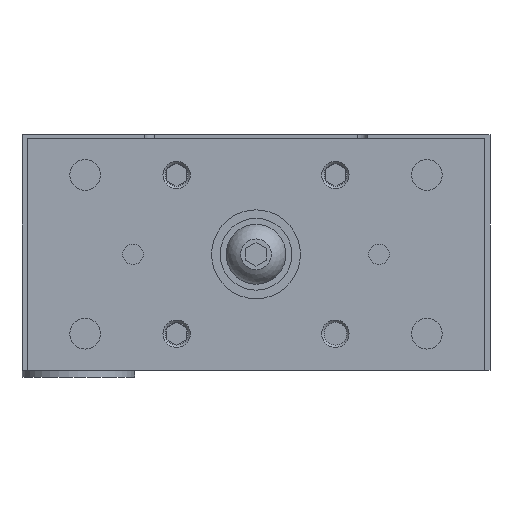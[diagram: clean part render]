
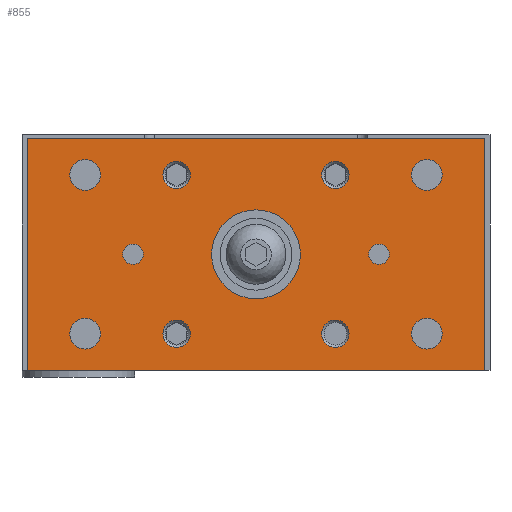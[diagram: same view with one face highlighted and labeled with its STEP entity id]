
A CAD part, left-side view. The second image highlights one B-rep face of the part: STEP entity #855.
In plain terms, the highlighted planar face has unit normal (-1, 0, 0).
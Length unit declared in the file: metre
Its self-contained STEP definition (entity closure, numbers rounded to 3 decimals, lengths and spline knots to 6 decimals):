
#855 = ADVANCED_FACE( '', ( #2022, #2023, #2024, #2025, #2026, #2027, #2028, #2029, #2030, #2031, #2032, #2033 ), #2034, .T. );
#2022 = FACE_OUTER_BOUND( '', #3489, .T. );
#2023 = FACE_BOUND( '', #3490, .T. );
#2024 = FACE_BOUND( '', #3491, .T. );
#2025 = FACE_BOUND( '', #3492, .T. );
#2026 = FACE_BOUND( '', #3493, .T. );
#2027 = FACE_BOUND( '', #3494, .T. );
#2028 = FACE_BOUND( '', #3495, .T. );
#2029 = FACE_BOUND( '', #3496, .T. );
#2030 = FACE_BOUND( '', #3497, .T. );
#2031 = FACE_BOUND( '', #3498, .T. );
#2032 = FACE_BOUND( '', #3499, .T. );
#2033 = FACE_BOUND( '', #3500, .T. );
#2034 = PLANE( '', #3501 );
#3489 = EDGE_LOOP( '', ( #5725, #5726, #5727, #5728 ) );
#3490 = EDGE_LOOP( '', ( #5729 ) );
#3491 = EDGE_LOOP( '', ( #5730 ) );
#3492 = EDGE_LOOP( '', ( #5731 ) );
#3493 = EDGE_LOOP( '', ( #5732 ) );
#3494 = EDGE_LOOP( '', ( #5733 ) );
#3495 = EDGE_LOOP( '', ( #5734 ) );
#3496 = EDGE_LOOP( '', ( #5735 ) );
#3497 = EDGE_LOOP( '', ( #5736 ) );
#3498 = EDGE_LOOP( '', ( #5737 ) );
#3499 = EDGE_LOOP( '', ( #5738 ) );
#3500 = EDGE_LOOP( '', ( #5739 ) );
#3501 = AXIS2_PLACEMENT_3D( '', #5740, #5741, #5742 );
#5725 = ORIENTED_EDGE( '', *, *, #7296, .T. );
#5726 = ORIENTED_EDGE( '', *, *, #6978, .T. );
#5727 = ORIENTED_EDGE( '', *, *, #7513, .T. );
#5728 = ORIENTED_EDGE( '', *, *, #7681, .T. );
#5729 = ORIENTED_EDGE( '', *, *, #7215, .T. );
#5730 = ORIENTED_EDGE( '', *, *, #7288, .F. );
#5731 = ORIENTED_EDGE( '', *, *, #7239, .F. );
#5732 = ORIENTED_EDGE( '', *, *, #7281, .T. );
#5733 = ORIENTED_EDGE( '', *, *, #7682, .T. );
#5734 = ORIENTED_EDGE( '', *, *, #7211, .F. );
#5735 = ORIENTED_EDGE( '', *, *, #6958, .T. );
#5736 = ORIENTED_EDGE( '', *, *, #7683, .F. );
#5737 = ORIENTED_EDGE( '', *, *, #7507, .F. );
#5738 = ORIENTED_EDGE( '', *, *, #7141, .T. );
#5739 = ORIENTED_EDGE( '', *, *, #6988, .T. );
#5740 = CARTESIAN_POINT( '', ( -0.027, -0.067, -0.001 ) );
#5741 = DIRECTION( '', ( -1., 0., 0. ) );
#5742 = DIRECTION( '', ( 0., 0., 1. ) );
#6958 = EDGE_CURVE( '', #7997, #7997, #7998, .T. );
#6978 = EDGE_CURVE( '', #8030, #8028, #8031, .T. );
#6988 = EDGE_CURVE( '', #8047, #8047, #8048, .T. );
#7141 = EDGE_CURVE( '', #8312, #8312, #8313, .T. );
#7211 = EDGE_CURVE( '', #8427, #8427, #8428, .T. );
#7215 = EDGE_CURVE( '', #8434, #8434, #8435, .T. );
#7239 = EDGE_CURVE( '', #8475, #8475, #8476, .T. );
#7281 = EDGE_CURVE( '', #8542, #8542, #8543, .T. );
#7288 = EDGE_CURVE( '', #8553, #8553, #8554, .T. );
#7296 = EDGE_CURVE( '', #8566, #8030, #8567, .T. );
#7507 = EDGE_CURVE( '', #8888, #8888, #8889, .T. );
#7513 = EDGE_CURVE( '', #8028, #8896, #8898, .T. );
#7681 = EDGE_CURVE( '', #8896, #8566, #9127, .T. );
#7682 = EDGE_CURVE( '', #9128, #9128, #9129, .T. );
#7683 = EDGE_CURVE( '', #9130, #9130, #9131, .T. );
#7997 = VERTEX_POINT( '', #9513 );
#7998 = CIRCLE( '', #9514, 0.004 );
#8028 = VERTEX_POINT( '', #9578 );
#8030 = VERTEX_POINT( '', #9581 );
#8031 = LINE( '', #9582, #9583 );
#8047 = VERTEX_POINT( '', #9606 );
#8048 = CIRCLE( '', #9607, 0.013 );
#8312 = VERTEX_POINT( '', #9968 );
#8313 = CIRCLE( '', #9969, 0.004 );
#8427 = VERTEX_POINT( '', #10116 );
#8428 = CIRCLE( '', #10117, 0.003 );
#8434 = VERTEX_POINT( '', #10123 );
#8435 = CIRCLE( '', #10124, 0.0045 );
#8475 = VERTEX_POINT( '', #10169 );
#8476 = CIRCLE( '', #10170, 0.0045 );
#8542 = VERTEX_POINT( '', #10301 );
#8543 = CIRCLE( '', #10302, 0.0045 );
#8553 = VERTEX_POINT( '', #10315 );
#8554 = CIRCLE( '', #10316, 0.0045 );
#8566 = VERTEX_POINT( '', #10329 );
#8567 = LINE( '', #10330, #10331 );
#8888 = VERTEX_POINT( '', #11137 );
#8889 = CIRCLE( '', #11138, 0.004 );
#8896 = VERTEX_POINT( '', #11146 );
#8898 = LINE( '', #11149, #11150 );
#9127 = LINE( '', #11477, #11478 );
#9128 = VERTEX_POINT( '', #11479 );
#9129 = CIRCLE( '', #11480, 0.003 );
#9130 = VERTEX_POINT( '', #11481 );
#9131 = CIRCLE( '', #11482, 0.004 );
#9513 = CARTESIAN_POINT( '', ( -0.027, 0.02725, -0.01175 ) );
#9514 = AXIS2_PLACEMENT_3D( '', #12007, #12008, #12009 );
#9578 = CARTESIAN_POINT( '', ( -0.027, 0.067, -0.001 ) );
#9581 = CARTESIAN_POINT( '', ( -0.027, -0.067, -0.001 ) );
#9582 = CARTESIAN_POINT( '', ( -0.027, -0.067, -0.001 ) );
#9583 = VECTOR( '', #12039, 1. );
#9606 = CARTESIAN_POINT( '', ( -0.027, 0.013, -0.035 ) );
#9607 = AXIS2_PLACEMENT_3D( '', #12047, #12048, #12049 );
#9968 = CARTESIAN_POINT( '', ( -0.027, -0.02725, -0.05825 ) );
#9969 = AXIS2_PLACEMENT_3D( '', #12270, #12271, #12272 );
#10116 = CARTESIAN_POINT( '', ( -0.027, -0.039, -0.035 ) );
#10117 = AXIS2_PLACEMENT_3D( '', #12357, #12358, #12359 );
#10123 = CARTESIAN_POINT( '', ( -0.027, 0.0455, -0.01175 ) );
#10124 = AXIS2_PLACEMENT_3D( '', #12366, #12367, #12368 );
#10169 = CARTESIAN_POINT( '', ( -0.027, 0.0455, -0.05825 ) );
#10170 = AXIS2_PLACEMENT_3D( '', #12413, #12414, #12415 );
#10301 = CARTESIAN_POINT( '', ( -0.027, -0.0455, -0.05825 ) );
#10302 = AXIS2_PLACEMENT_3D( '', #12482, #12483, #12484 );
#10315 = CARTESIAN_POINT( '', ( -0.027, -0.0455, -0.01175 ) );
#10316 = AXIS2_PLACEMENT_3D( '', #12491, #12492, #12493 );
#10329 = CARTESIAN_POINT( '', ( -0.027, -0.067, -0.069 ) );
#10330 = CARTESIAN_POINT( '', ( -0.027, -0.067, -0.069 ) );
#10331 = VECTOR( '', #12504, 1. );
#11137 = CARTESIAN_POINT( '', ( -0.027, 0.02725, -0.05825 ) );
#11138 = AXIS2_PLACEMENT_3D( '', #12782, #12783, #12784 );
#11146 = CARTESIAN_POINT( '', ( -0.027, 0.067, -0.069 ) );
#11149 = CARTESIAN_POINT( '', ( -0.027, 0.067, -0.001 ) );
#11150 = VECTOR( '', #12790, 1. );
#11477 = CARTESIAN_POINT( '', ( -0.027, 0.067, -0.069 ) );
#11478 = VECTOR( '', #12998, 1. );
#11479 = CARTESIAN_POINT( '', ( -0.027, 0.039, -0.035 ) );
#11480 = AXIS2_PLACEMENT_3D( '', #12999, #13000, #13001 );
#11481 = CARTESIAN_POINT( '', ( -0.027, -0.02725, -0.01175 ) );
#11482 = AXIS2_PLACEMENT_3D( '', #13002, #13003, #13004 );
#12007 = CARTESIAN_POINT( '', ( -0.027, 0.02325, -0.01175 ) );
#12008 = DIRECTION( '', ( 1., 0., 0. ) );
#12009 = DIRECTION( '', ( 0., 1., 0. ) );
#12039 = DIRECTION( '', ( 0., 1., 0. ) );
#12047 = CARTESIAN_POINT( '', ( -0.027, 0., -0.035 ) );
#12048 = DIRECTION( '', ( 1., 0., 0. ) );
#12049 = DIRECTION( '', ( 0., 1., 0. ) );
#12270 = CARTESIAN_POINT( '', ( -0.027, -0.02325, -0.05825 ) );
#12271 = DIRECTION( '', ( 1., 0., 0. ) );
#12272 = DIRECTION( '', ( 0., -1., 0. ) );
#12357 = CARTESIAN_POINT( '', ( -0.027, -0.036, -0.035 ) );
#12358 = DIRECTION( '', ( -1., 0., 0. ) );
#12359 = DIRECTION( '', ( 0., -1., 0. ) );
#12366 = CARTESIAN_POINT( '', ( -0.027, 0.05, -0.01175 ) );
#12367 = DIRECTION( '', ( 1., 0., 0. ) );
#12368 = DIRECTION( '', ( 0., -1., 0. ) );
#12413 = CARTESIAN_POINT( '', ( -0.027, 0.05, -0.05825 ) );
#12414 = DIRECTION( '', ( -1., 0., 0. ) );
#12415 = DIRECTION( '', ( 0., -1., 0. ) );
#12482 = CARTESIAN_POINT( '', ( -0.027, -0.05, -0.05825 ) );
#12483 = DIRECTION( '', ( 1., 0., 0. ) );
#12484 = DIRECTION( '', ( 0., 1., 0. ) );
#12491 = CARTESIAN_POINT( '', ( -0.027, -0.05, -0.01175 ) );
#12492 = DIRECTION( '', ( -1., 0., 0. ) );
#12493 = DIRECTION( '', ( 0., 1., 0. ) );
#12504 = DIRECTION( '', ( 0., 0., 1. ) );
#12782 = CARTESIAN_POINT( '', ( -0.027, 0.02325, -0.05825 ) );
#12783 = DIRECTION( '', ( -1., 0., 0. ) );
#12784 = DIRECTION( '', ( 0., 1., 0. ) );
#12790 = DIRECTION( '', ( 0., 0., -1. ) );
#12998 = DIRECTION( '', ( 0., -1., 0. ) );
#12999 = CARTESIAN_POINT( '', ( -0.027, 0.036, -0.035 ) );
#13000 = DIRECTION( '', ( 1., 0., 0. ) );
#13001 = DIRECTION( '', ( 0., 1., 0. ) );
#13002 = CARTESIAN_POINT( '', ( -0.027, -0.02325, -0.01175 ) );
#13003 = DIRECTION( '', ( -1., 0., 0. ) );
#13004 = DIRECTION( '', ( 0., -1., 0. ) );
